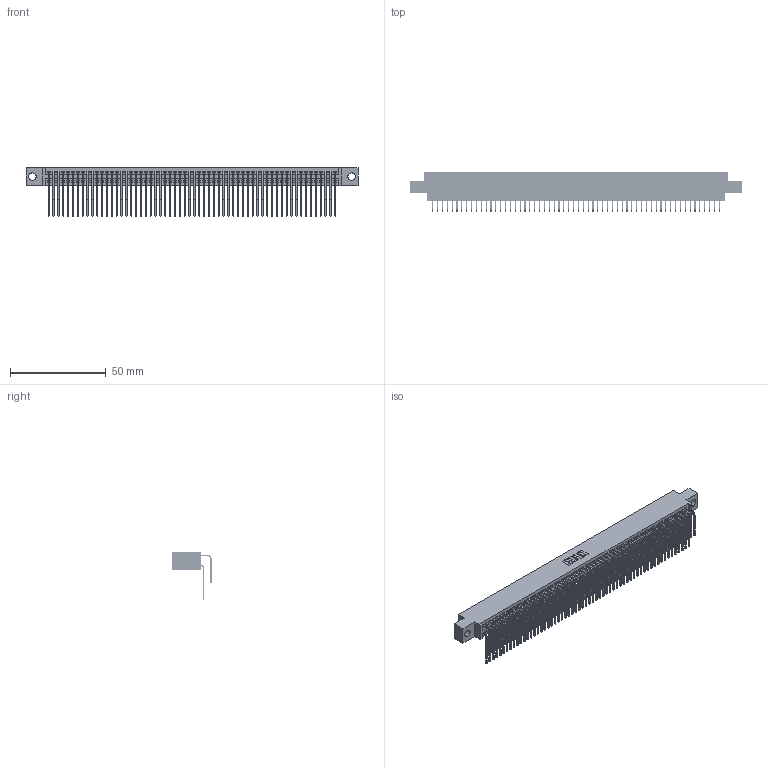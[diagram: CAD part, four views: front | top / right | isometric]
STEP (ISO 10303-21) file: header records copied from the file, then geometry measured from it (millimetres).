
FILE_DESCRIPTION (( 'STEP AP203' ), '1' );
FILE_NAME ('395-120-559-804.STEP', '2021-06-17T21:07:54', ( '' ), ( '' ), 'SwSTEP 2.0', 'SolidWorks 2020', '' );
FILE_SCHEMA (( 'CONFIG_CONTROL_DESIGN' ));
Length unit declared in the file: inch
Products named in the file (4): 395-120-559-804; 345 Part_0.170 Offset - 0.156 Dia-TI; 345-292-001_559 Tail - 2; 345-292-001_558 559 Tail - 1
Assembly tree (121 placements, depth 2):
  395-120-559-804
    345 Part_0.170 Offset - 0.156 Dia-TI
    345-292-001_558 559 Tail - 1  x60
    345-292-001_559 Tail - 2  x60
Bounding box: 173.61 x 20.56 x 25.53 mm (x, y, z)
Volume: 17504.6 mm3; surface area: 29473.5 mm2
Topology: 121 solids, 121 shells, 6384 faces, 18989 edges, 12498 vertices
Faces by surface type: plane 4298, cylinder 2086
Entity records: 46857 total; most frequent: CARTESIAN_POINT 7889, ORIENTED_EDGE 7770, DIRECTION 6905, EDGE_CURVE 3885, LINE 3473, VECTOR 3473, VERTEX_POINT 2586, AXIS2_PLACEMENT_3D 1716
